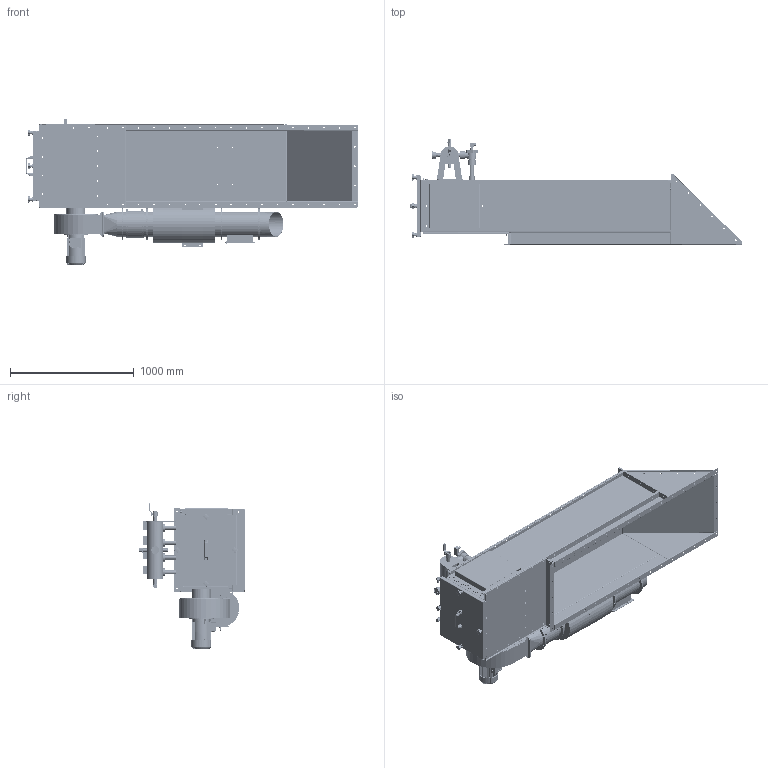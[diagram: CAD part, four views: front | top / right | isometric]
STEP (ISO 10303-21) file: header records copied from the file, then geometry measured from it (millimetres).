
FILE_DESCRIPTION (( 'STEP AP203' ), '1' );
FILE_NAME ('LJVE04.STEP', '2023-12-04T14:20:21', ( '' ), ( '' ), 'SwSTEP 2.0', 'SolidWorks 2022', '' );
FILE_SCHEMA (( 'CONFIG_CONTROL_DESIGN' ));
Length unit declared in the file: millimetre
Products named in the file (102): PO-SH72-04 - REDUCT_Výchozí; VR-S012-02 - COLLAR DN150_Výchozí; RO-S067-00 - WLDM TUBE TZL_Výchozí; 12100800012111 - FLEXIBLE SLEEVE DN200 H200 T1,5_Výchozí; FS-D006-80 - SIDE PANEL 1500x420 S G3_Výchozí; PO-SH72-06 - COLLAR_Výchozí; FS-D012-18 - DOOR_Výchozí; User Library-manometrM63-3 igs; AFGG-16_1-S4 - ASSY FAN 0,75kW PR150_Výchozí; VR-S011-00 - WLDM CASE D300_Výchozí; 00547004 - U-PIRELI SEAL 6-1-S_Výchozí; FL-8-1-15-V - ASSY LOCAL FILTER 23-11_Výchozí; FL-D001-15 -TUBE IN_Výchozí; FL-S065-00 - SVAREK MŘÍŽKY_Výchozí; RO-S067-01 - PART 1_Výchozí; FL-D004-72 - TRAY V1-1; WASHER JOINT - SW+W_M10-BW; BOLT JOINT - B+W-W+N_M8x20-X5-W; KOLENO 3-4 F-M_Výchozí; RG-S100-02 - TUBE VALVE 33,7_Výchozí; FS-S714-00 - WLDM FRAME 8-1-S_Výchozí; PP-S247-03 - RING 250_Výchozí; FITTING INNER THREAD G3 4'''' S235_Výchozí; FL-D002-78 - FLANGE FAN_Výchozí; VR-D000-05 - INSPECTION CAP_Výchozí; RU-D001-93 - PLACKA LOGO XM_Výchozí; PO-SJ31-01 - TUBE_Výchozí; PH-S078-01 - FLANGE_Výchozí; FS-N000-09 - MADLO_Výchozí; AE1825R - VALVE BLOW NUT_Výchozí; BOLT JOINT IMBUS - B+SW+W_M6x16-W; BOLT JOINT - B+W-W+N_M10x25-X6-W; FS-S714-01 - HEM I_Výchozí; FL-M000-85 - ASSY FLANGE IN 8-15-V G3_Výchozí; BUCKLE 8mm D200 G3_Výchozí; ZÁSLEPKA G1-2 - MOSAZ_Výchozí; KULOVÝ VENTIL G3-4_Výchozí; PP-S247-01 - COLLAR_Výchozí; VR-S011-05 - COLLAR I_Výchozí; PP-D002-96 - RUBBER II D250 H200_Výchozí ...
Assembly tree (163 placements, depth 6):
  LJVE04
    FL-8-1-15-V - ASSY LOCAL FILTER 23-11_Výchozí
      FS-M004-06 - ASSY FILTER BOX 8-1-15-V_Výchozí
        FS-D006-84 - SIDE PANEL 1500x420 S F G3_Výchozí
        FS-D006-80 - SIDE PANEL 1500x420 S G3_Výchozí
        FS-M007-84 - ASSY FRONT DOOR 8-1 S G5
          FS-S714-00 - WLDM FRAME 8-1-S_Výchozí
            FS-S714-08 - FRAME IV_Výchozí  x2
            FS-S714-04 - FRAME I_Výchozí  x2
            FS-S714-02 - HEM II_Výchozí  x2
            FS-S714-01 - HEM I_Výchozí  x2
            BOLT - B_M10x55  x4
          00547004 - U-PIRELI SEAL 6-1-S_Výchozí
          MATICE HVĚZDA M10 - MHVPP  x4
            K0148_210
            WASHER JOINT - SW+W_M10-BW
          FS-D012-18 - DOOR_Výchozí
          FS-N000-09 - MADLO_Výchozí
          BOLT - B_M6x20
          NUT JOINT - N+SW+W_M6-W
        FS-M005-61 - ASSY REGENERATION 4V-120-S G5_TLAKOVKA DOLE
          FS-D012-17 - ROOF PV 8-15 G5_Výchozí
          O-KROUŽEK - 34x4_Výchozí  x8
          FS-D002-21 - CAP O THREAD_Výchozí  x4
          RG-S188-00 - WLDM PRESSURE VESSEL 4V-120-S G5_Výchozí
            RG-S188-01 - PIPE_Výchozí
            RG-S100-02 - TUBE VALVE 33,7_Výchozí  x6
            RG-S135-03 - BRACKET_Výchozí  x2
            FITTING INNER THREAD G3 4'''' S235_Výchozí  x2
            FITTING INNER THREAD G1 2'''' S235_Výchozí  x3
          AE1825R - VALVE BLOW NUT_Výchozí  x4
          FL-D001-15 -TUBE IN_Výchozí  x4
          User Library-manometrM63-3 igs
          BMA-12 - KOHOUT KULOVÝ G1-2_Výchozí
          ZÁSLEPKA G1-2 - MOSAZ_Výchozí
          POJISTNÝ VENTIL G3-4 - MOSAZ_Výchozí
          KULOVÝ VENTIL G3-4_Výchozí
          KOLENO 3-4 F-M_Výchozí
          BOLT JOINT - B+W-W+N_M10x20-X4-W  x2
          BOLT JOINT - B+W-W+N_M10x25-X8-BW
          BOLT JOINT IMBUS - B+SW+W_M6x16-W
        BOLT JOINT - B+W-W+N_M10x20-X4-W  x2
        BOLT JOINT - B+W-W+N_M10x25-X6-W
      FL-D002-78 - FLANGE FAN_Výchozí
      FL-M000-85 - ASSY FLANGE IN 8-15-V G3_Výchozí
        FL-D004-78 - FLANGE III_Výchozí
        FL-D004-76 - FLANGE II_Výchozí  x2
        BOLT JOINT - B+W-W+N_M10x20-X4-W
        FL-D004-72 - TRAY V1-1
        FL-D004-79 - TRAY V2-1
        FL-D004-74 - TRAY V3-1
      FL-D002-69 - BRACKET AOV_Výchozí
      BOLT JOINT - B+W-W+N_M10x25-X8-W
      BOLT JOINT - B+W-W+N_M10x20-X4-W
      RU-D001-93 - PLACKA LOGO XM_Výchozí
      AFGG-16_1-S4 - ASSY FAN 0,75kW PR150_Výchozí
        1LE1001-0DB32-2FB4 - ELEKTROMOTOR 0,75 KW_Výchozí
        VR-S012-00 - WLDM INPUT DN150-300_Výchozí
          VR-S012-01 - COVER_Výchozí
          VR-S012-02 - COLLAR DN150_Výchozí
Bounding box: 2683.5 x 849 x 1181 mm (x, y, z)
Volume: 48645175.3 mm3; surface area: 20214006.8 mm2
Topology: 178 solids, 178 shells, 5758 faces, 14262 edges, 9056 vertices
Faces by surface type: plane 2994, cylinder 2185, torus 244, bspline 194, cone 133, sphere 8
Entity records: 149478 total; most frequent: CARTESIAN_POINT 32979, DIRECTION 21495, ORIENTED_EDGE 21268, EDGE_CURVE 10634, AXIS2_PLACEMENT_3D 7453, VERTEX_POINT 6784, VECTOR 6589, LINE 6589
